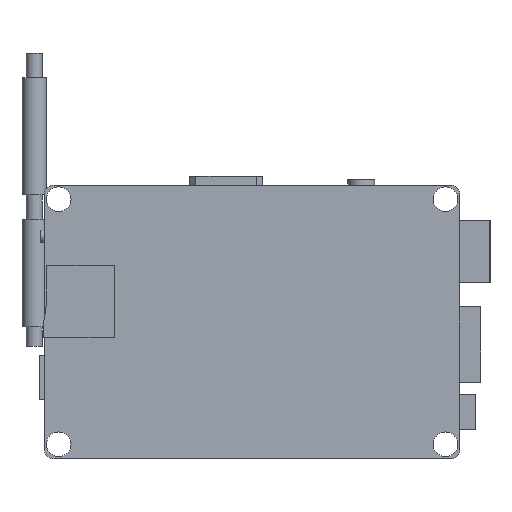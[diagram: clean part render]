
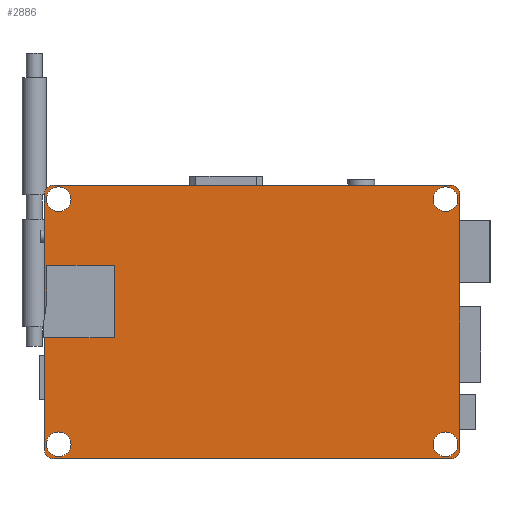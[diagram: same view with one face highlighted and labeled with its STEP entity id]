
A CAD part, left-side view. The second image highlights one B-rep face of the part: STEP entity #2886.
In plain terms, the highlighted face is planar.
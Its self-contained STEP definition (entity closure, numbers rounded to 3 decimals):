
#139=FACE_BOUND('',#554,.T.);
#140=FACE_BOUND('',#555,.T.);
#141=FACE_BOUND('',#556,.T.);
#142=FACE_BOUND('',#557,.T.);
#183=CIRCLE('',#3234,2.525);
#185=CIRCLE('',#3237,2.525);
#187=CIRCLE('',#3240,2.525);
#189=CIRCLE('',#3243,2.525);
#192=CIRCLE('',#3248,2.);
#194=CIRCLE('',#3252,2.);
#196=CIRCLE('',#3256,2.);
#198=CIRCLE('',#3260,2.);
#372=FACE_OUTER_BOUND('',#553,.T.);
#553=EDGE_LOOP('',(#2526,#2527,#2528,#2529,#2530,#2531,#2532,#2533));
#554=EDGE_LOOP('',(#2534));
#555=EDGE_LOOP('',(#2535));
#556=EDGE_LOOP('',(#2536));
#557=EDGE_LOOP('',(#2537));
#879=LINE('',#4831,#1204);
#883=LINE('',#4843,#1208);
#887=LINE('',#4855,#1212);
#891=LINE('',#4867,#1216);
#1204=VECTOR('',#3988,10.);
#1208=VECTOR('',#4000,10.);
#1212=VECTOR('',#4012,10.);
#1216=VECTOR('',#4024,10.);
#1433=VERTEX_POINT('',#4801);
#1435=VERTEX_POINT('',#4807);
#1437=VERTEX_POINT('',#4813);
#1439=VERTEX_POINT('',#4819);
#1443=VERTEX_POINT('',#4828);
#1444=VERTEX_POINT('',#4830);
#1446=VERTEX_POINT('',#4836);
#1448=VERTEX_POINT('',#4842);
#1450=VERTEX_POINT('',#4848);
#1452=VERTEX_POINT('',#4854);
#1454=VERTEX_POINT('',#4860);
#1456=VERTEX_POINT('',#4866);
#1783=EDGE_CURVE('',#1433,#1433,#183,.T.);
#1786=EDGE_CURVE('',#1435,#1435,#185,.T.);
#1789=EDGE_CURVE('',#1437,#1437,#187,.T.);
#1792=EDGE_CURVE('',#1439,#1439,#189,.T.);
#1797=EDGE_CURVE('',#1444,#1443,#879,.T.);
#1800=EDGE_CURVE('',#1446,#1444,#192,.T.);
#1803=EDGE_CURVE('',#1448,#1446,#883,.T.);
#1806=EDGE_CURVE('',#1450,#1448,#194,.T.);
#1809=EDGE_CURVE('',#1452,#1450,#887,.T.);
#1812=EDGE_CURVE('',#1454,#1452,#196,.T.);
#1815=EDGE_CURVE('',#1456,#1454,#891,.T.);
#1818=EDGE_CURVE('',#1443,#1456,#198,.T.);
#2526=ORIENTED_EDGE('',*,*,#1818,.T.);
#2527=ORIENTED_EDGE('',*,*,#1815,.T.);
#2528=ORIENTED_EDGE('',*,*,#1812,.T.);
#2529=ORIENTED_EDGE('',*,*,#1809,.T.);
#2530=ORIENTED_EDGE('',*,*,#1806,.T.);
#2531=ORIENTED_EDGE('',*,*,#1803,.T.);
#2532=ORIENTED_EDGE('',*,*,#1800,.T.);
#2533=ORIENTED_EDGE('',*,*,#1797,.T.);
#2534=ORIENTED_EDGE('',*,*,#1792,.T.);
#2535=ORIENTED_EDGE('',*,*,#1789,.T.);
#2536=ORIENTED_EDGE('',*,*,#1786,.T.);
#2537=ORIENTED_EDGE('',*,*,#1783,.T.);
#2716=PLANE('',#3262);
#2886=ADVANCED_FACE('',(#372,#139,#140,#141,#142),#2716,.F.);
#3234=AXIS2_PLACEMENT_3D('',#4802,#3958,#3959);
#3237=AXIS2_PLACEMENT_3D('',#4808,#3965,#3966);
#3240=AXIS2_PLACEMENT_3D('',#4814,#3972,#3973);
#3243=AXIS2_PLACEMENT_3D('',#4820,#3979,#3980);
#3248=AXIS2_PLACEMENT_3D('',#4837,#3994,#3995);
#3252=AXIS2_PLACEMENT_3D('',#4849,#4006,#4007);
#3256=AXIS2_PLACEMENT_3D('',#4861,#4018,#4019);
#3260=AXIS2_PLACEMENT_3D('',#4871,#4030,#4031);
#3262=AXIS2_PLACEMENT_3D('',#4873,#4034,#4035);
#3958=DIRECTION('center_axis',(0.,0.,1.));
#3959=DIRECTION('ref_axis',(-1.,0.,0.));
#3965=DIRECTION('center_axis',(0.,0.,1.));
#3966=DIRECTION('ref_axis',(1.,0.,0.));
#3972=DIRECTION('center_axis',(0.,0.,1.));
#3973=DIRECTION('ref_axis',(-1.,0.,0.));
#3979=DIRECTION('center_axis',(0.,0.,
1.));
#3980=DIRECTION('ref_axis',(-1.,0.,0.));
#3988=DIRECTION('',(-1.,0.,0.));
#3994=DIRECTION('center_axis',(0.,0.,
-1.));
#3995=DIRECTION('ref_axis',(0.,-1.,0.));
#4000=DIRECTION('',(0.,-1.,0.));
#4006=DIRECTION('center_axis',(0.,0.,-1.));
#4007=DIRECTION('ref_axis',(1.,0.,0.));
#4012=DIRECTION('',(1.,0.,0.));
#4018=DIRECTION('center_axis',(0.,0.,
-1.));
#4019=DIRECTION('ref_axis',(0.,1.,0.));
#4024=DIRECTION('',(0.,1.,0.));
#4030=DIRECTION('center_axis',(0.,0.,
-1.));
#4031=DIRECTION('ref_axis',(-1.,0.,0.));
#4034=DIRECTION('center_axis',(0.,0.,
1.));
#4035=DIRECTION('ref_axis',(1.,0.,0.));
#4801=CARTESIAN_POINT('',(10.025,99.75,3.75));
#4802=CARTESIAN_POINT('Origin',(7.5,99.75,3.75));
#4807=CARTESIAN_POINT('',(84.086,49.638,3.75));
#4808=CARTESIAN_POINT('Origin',(86.611,49.638,3.75));
#4813=CARTESIAN_POINT('',(10.025,49.638,3.75));
#4814=CARTESIAN_POINT('Origin',(7.5,49.638,3.75));
#4819=CARTESIAN_POINT('',(89.136,99.75,3.75));
#4820=CARTESIAN_POINT('Origin',(86.611,99.75,3.75));
#4828=CARTESIAN_POINT('',(6.555,46.745,3.75));
#4830=CARTESIAN_POINT('',(87.556,46.745,3.75));
#4831=CARTESIAN_POINT('',(87.556,46.745,3.75));
#4836=CARTESIAN_POINT('',(89.555,48.744,3.75));
#4837=CARTESIAN_POINT('Origin',(87.555,48.745,3.75));
#4842=CARTESIAN_POINT('',(89.555,100.746,3.75));
#4843=CARTESIAN_POINT('',(89.555,100.746,3.75));
#4848=CARTESIAN_POINT('',(87.556,102.745,3.75));
#4849=CARTESIAN_POINT('Origin',(87.555,100.745,3.75));
#4854=CARTESIAN_POINT('',(6.555,102.745,3.75));
#4855=CARTESIAN_POINT('',(6.555,102.745,3.75));
#4860=CARTESIAN_POINT('',(4.556,100.746,3.75));
#4861=CARTESIAN_POINT('Origin',(6.556,100.745,3.75));
#4866=CARTESIAN_POINT('',(4.556,48.744,3.75));
#4867=CARTESIAN_POINT('',(4.556,48.744,3.75));
#4871=CARTESIAN_POINT('Origin',(6.556,48.745,3.75));
#4873=CARTESIAN_POINT('Origin',(47.055,74.745,3.75));
